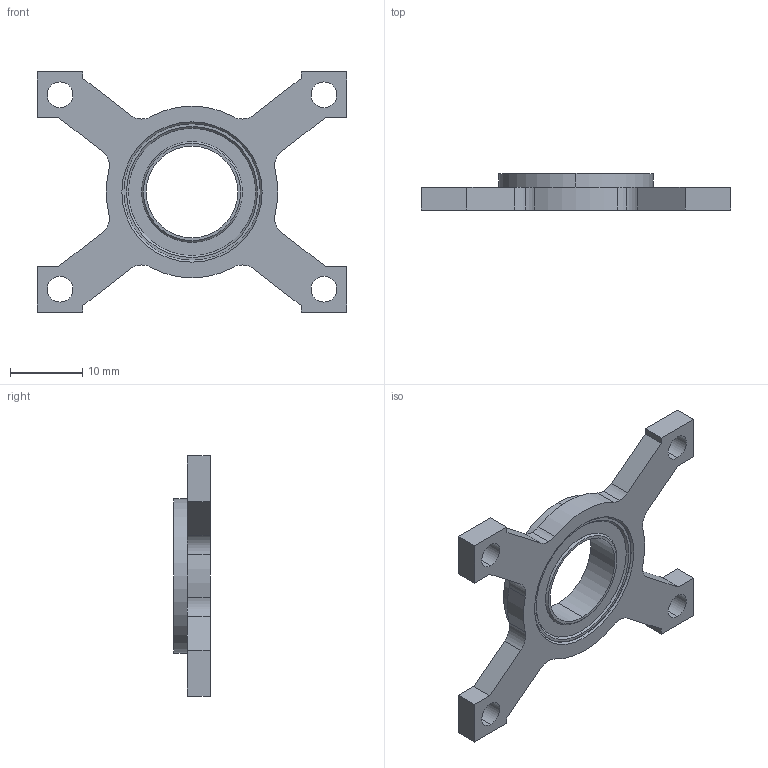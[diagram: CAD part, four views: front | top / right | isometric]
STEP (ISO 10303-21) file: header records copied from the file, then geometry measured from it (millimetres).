
FILE_DESCRIPTION (( 'STEP AP203' ), '1' );
FILE_NAME ('ROB-12379.STEP', '2014-12-06T03:18:08', ( '' ), ( '' ), 'SwSTEP 2.0', 'SolidWorks 2014', '' );
FILE_SCHEMA (( 'CONFIG_CONTROL_DESIGN' ));
Length unit declared in the file: inch
Products named in the file (1): ROB-12379
Bounding box: 42.93 x 5.08 x 33.3 mm (x, y, z)
Volume: 2402.8 mm3; surface area: 2414.1 mm2
Topology: 1 solids, 1 shells, 76 faces, 197 edges, 130 vertices
Faces by surface type: plane 33, cylinder 31, cone 12
Entity records: 2450 total; most frequent: DIRECTION 433, CARTESIAN_POINT 404, ORIENTED_EDGE 394, EDGE_CURVE 197, AXIS2_PLACEMENT_3D 159, VERTEX_POINT 130, VECTOR 115, LINE 115
